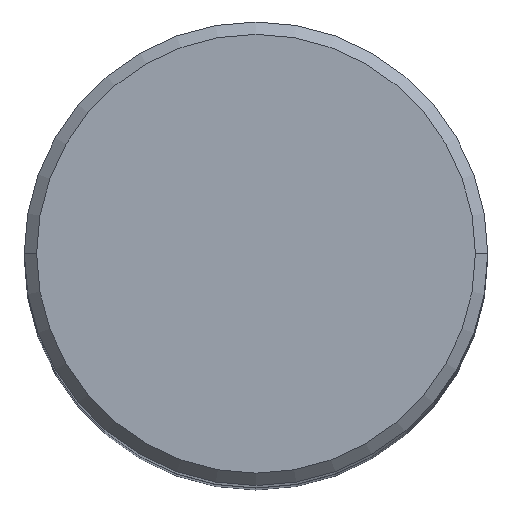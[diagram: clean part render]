
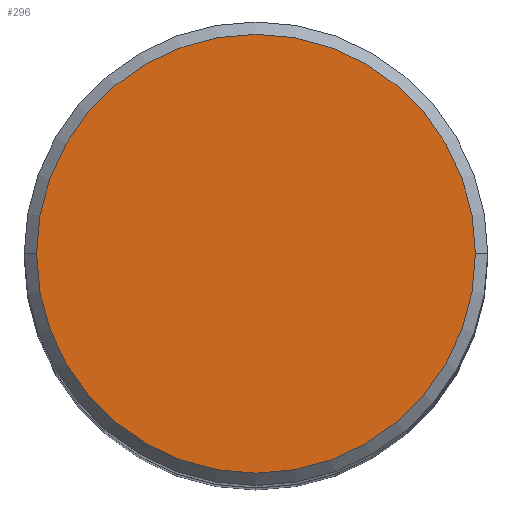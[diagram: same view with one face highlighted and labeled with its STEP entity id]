
A CAD part, top view. The second image highlights one B-rep face of the part: STEP entity #296.
In plain terms, the highlighted planar face has unit normal (0, 0, 1).
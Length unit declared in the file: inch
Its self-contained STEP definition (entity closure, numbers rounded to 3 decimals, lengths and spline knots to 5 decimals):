
#94 = VERTEX_POINT ( 'NONE', #290 ) ;
#130 = AXIS2_PLACEMENT_3D ( 'NONE', #453, #322, #230 ) ;
#164 = CIRCLE ( 'NONE', #130, 0.355 ) ;
#183 = DIRECTION ( 'NONE',  ( 0., 0., 1. ) ) ;
#193 = AXIS2_PLACEMENT_3D ( 'NONE', #313, #183, #533 ) ;
#199 = PLANE ( 'NONE',  #378 ) ;
#200 = EDGE_LOOP ( 'NONE', ( #433, #447 ) ) ;
#210 = EDGE_CURVE ( 'NONE', #94, #215, #164, .T. ) ;
#215 = VERTEX_POINT ( 'NONE', #379 ) ;
#230 = DIRECTION ( 'NONE',  ( 1., 0., 0. ) ) ;
#242 = CARTESIAN_POINT ( 'NONE',  ( 0., 0.355, 0. ) ) ;
#290 = CARTESIAN_POINT ( 'NONE',  ( 0.355, 0., 0. ) ) ;
#291 = DIRECTION ( 'NONE',  ( -1., 0., 0. ) ) ;
#296 = ADVANCED_FACE ( 'NONE', ( #559 ), #199, .F. ) ;
#313 = CARTESIAN_POINT ( 'NONE',  ( 0., 0., 0. ) ) ;
#322 = DIRECTION ( 'NONE',  ( 0., 0., 1. ) ) ;
#351 = EDGE_CURVE ( 'NONE', #215, #94, #450, .T. ) ;
#378 = AXIS2_PLACEMENT_3D ( 'NONE', #242, #472, #291 ) ;
#379 = CARTESIAN_POINT ( 'NONE',  ( -0.355, 0., 0. ) ) ;
#433 = ORIENTED_EDGE ( 'NONE', *, *, #351, .T. ) ;
#447 = ORIENTED_EDGE ( 'NONE', *, *, #210, .T. ) ;
#450 = CIRCLE ( 'NONE', #193, 0.355 ) ;
#453 = CARTESIAN_POINT ( 'NONE',  ( 0., 0., 0. ) ) ;
#472 = DIRECTION ( 'NONE',  ( 0., 0., -1. ) ) ;
#533 = DIRECTION ( 'NONE',  ( 1., 0., 0. ) ) ;
#559 = FACE_OUTER_BOUND ( 'NONE', #200, .T. ) ;
